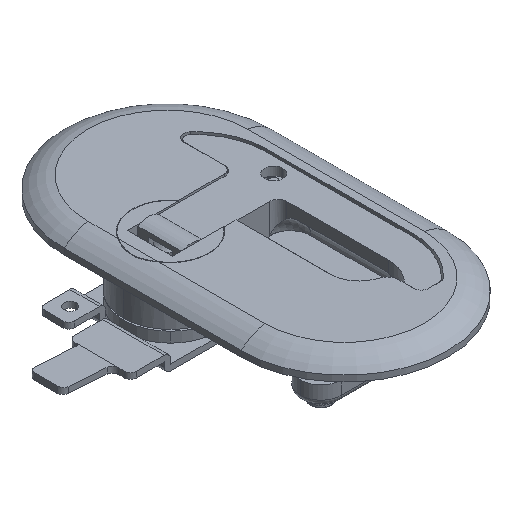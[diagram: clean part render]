
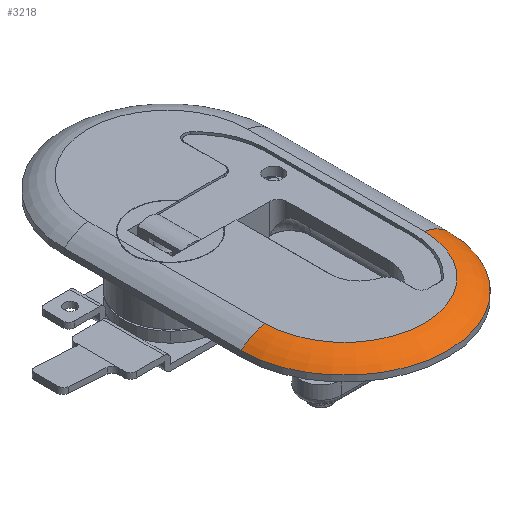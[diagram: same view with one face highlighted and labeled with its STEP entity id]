
A CAD part, isometric view. The second image highlights one B-rep face of the part: STEP entity #3218.
In plain terms, the highlighted toroidal (fillet/blend) face has major radius 24.597 mm and minor radius 15 mm.
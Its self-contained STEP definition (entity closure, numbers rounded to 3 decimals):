
#3218 = ADVANCED_FACE ( 'NONE', ( #7578 ), #7576, .T. ) ;
#7576 = TOROIDAL_SURFACE ( 'NONE', #8004, 24.597, 15. ) ;
#7578 = FACE_OUTER_BOUND ( 'NONE', #16927, .T. ) ;
#8004 = AXIS2_PLACEMENT_3D ( 'NONE', #11270, #11266, #11275 ) ;
#9663 = CARTESIAN_POINT ( 'NONE',  ( -19., -43., -4. ) ) ;
#9721 = CARTESIAN_POINT ( 'NONE',  ( 43., -43., 0. ) ) ;
#9744 = CARTESIAN_POINT ( 'NONE',  ( 51., -43., -4. ) ) ;
#9847 = CARTESIAN_POINT ( 'NONE',  ( -11., -43., 0. ) ) ;
#10235 = AXIS2_PLACEMENT_3D ( 'NONE', #15704, #15705, #15706 ) ;
#10357 = AXIS2_PLACEMENT_3D ( 'NONE', #13939, #13940, #13941 ) ;
#10370 = AXIS2_PLACEMENT_3D ( 'NONE', #13999, #14000, #14001 ) ;
#10374 = AXIS2_PLACEMENT_3D ( 'NONE', #14008, #14009, #14010 ) ;
#11266 = DIRECTION ( 'NONE',  ( 0., 0., 1. ) ) ;
#11270 = CARTESIAN_POINT ( 'NONE',  ( 16., -43., -14.806 ) ) ;
#11275 = DIRECTION ( 'NONE',  ( 1., 0., 0. ) ) ;
#12134 = ORIENTED_EDGE ( 'NONE', *, *, #15051, .T. ) ;
#12135 = ORIENTED_EDGE ( 'NONE', *, *, #14896, .T. ) ;
#12136 = ORIENTED_EDGE ( 'NONE', *, *, #15053, .F. ) ;
#12137 = ORIENTED_EDGE ( 'NONE', *, *, #15031, .F. ) ;
#12947 = VERTEX_POINT ( 'NONE', #9663 ) ;
#13005 = VERTEX_POINT ( 'NONE', #9721 ) ;
#13028 = VERTEX_POINT ( 'NONE', #9744 ) ;
#13131 = VERTEX_POINT ( 'NONE', #9847 ) ;
#13939 = CARTESIAN_POINT ( 'NONE',  ( 16., -43., 0. ) ) ;
#13940 = DIRECTION ( 'NONE',  ( 0., 0., 1. ) ) ;
#13941 = DIRECTION ( 'NONE',  ( 1., 0., 0. ) ) ;
#13999 = CARTESIAN_POINT ( 'NONE',  ( -8.597, -43., -14.806 ) ) ;
#14000 = DIRECTION ( 'NONE',  ( 0., -1., 0. ) ) ;
#14001 = DIRECTION ( 'NONE',  ( 0., 0., 1. ) ) ;
#14008 = CARTESIAN_POINT ( 'NONE',  ( 40.597, -43., -14.806 ) ) ;
#14009 = DIRECTION ( 'NONE',  ( 0., 1., 0. ) ) ;
#14010 = DIRECTION ( 'NONE',  ( 0., 0., 1. ) ) ;
#14896 = EDGE_CURVE ( 'NONE', #12947, #13028, #15949, .T. ) ;
#15031 = EDGE_CURVE ( 'NONE', #13131, #13005, #16171, .T. ) ;
#15051 = EDGE_CURVE ( 'NONE', #13131, #12947, #16239, .T. ) ;
#15053 = EDGE_CURVE ( 'NONE', #13005, #13028, #16243, .T. ) ;
#15704 = CARTESIAN_POINT ( 'NONE',  ( 16., -43., -4. ) ) ;
#15705 = DIRECTION ( 'NONE',  ( 0., 0., 1. ) ) ;
#15706 = DIRECTION ( 'NONE',  ( 1., 0., 0. ) ) ;
#15949 = CIRCLE ( 'NONE', #10235, 35. ) ;
#16171 = CIRCLE ( 'NONE', #10357, 27. ) ;
#16239 = CIRCLE ( 'NONE', #10370, 15. ) ;
#16243 = CIRCLE ( 'NONE', #10374, 15. ) ;
#16927 = EDGE_LOOP ( 'NONE', ( #12134, #12135, #12136, #12137 ) ) ;
